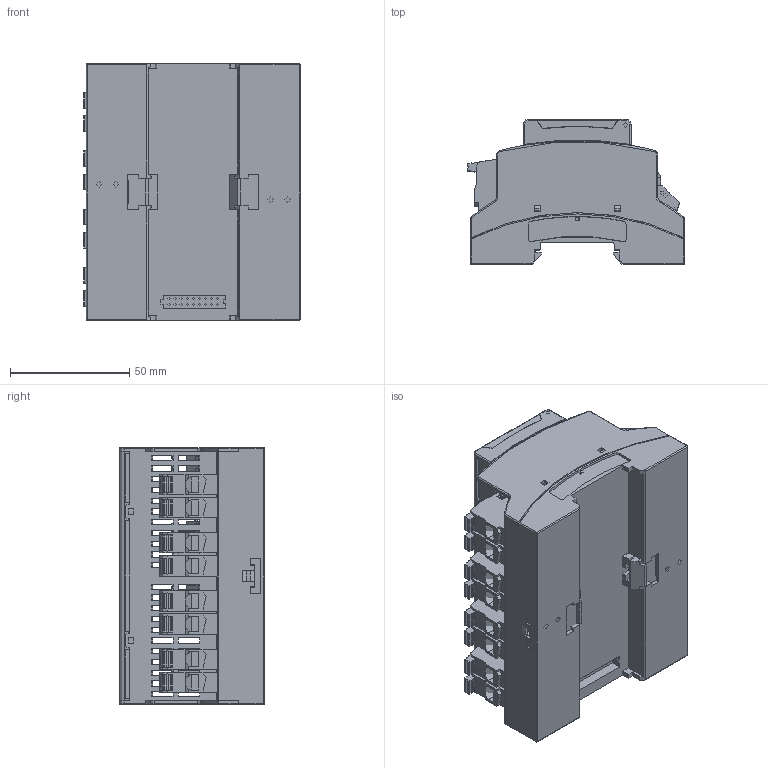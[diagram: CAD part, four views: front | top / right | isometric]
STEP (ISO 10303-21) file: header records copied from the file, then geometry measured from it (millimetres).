
FILE_DESCRIPTION(/* description */ (''),/* implementation_level */ '2;1');
FILE_NAME(/* name */ 'IsoBlock I-FG 4c.stp',/* time_stamp */ '2019-04-13T22:47:56+03:00',/* author */ ('GG'),/* organization */ ('Verivolt'),/* preprocessor_version */ 'ST-DEVELOPER v16.13',/* originating_system */ 'Autodesk Inventor 2018',/* authorisation */ '');
FILE_SCHEMA (('AUTOMOTIVE_DESIGN { 1 0 10303 214 3 1 1 }'));
Products named in the file (40): IsoBlock I-FG 4c; 2896270; BC_107.6_GEH-UT_HBUS__H.Select__00383663; Fussriegel_14.4_L30_Sperr_H.Select; BC_107_6_DKL_R_H.Select__00385151_I FG 4c; 2896089; BC_107_6_GEH-OT_U22_H.Select__00385067_modified_without_center_walls; Board_IsoBlock_I-FG-4c; 1792096 Black; PLH_5_1-7.5; 1792096 Red; PLH_5_1-7.5 - Red; STEP-691414720006B; Solid1_2; Solid3_2; Solid4_2; Solid7_2; Solid8_2; Solid6_2; Solid9_2; STEP-691414720003B-rev1green; Solid1_5; Solid10; Solid11; Solid12; Solid13; STEP-691414720002B-rev111; Solid1_3; Solid2_3; Solid3_3; Solid4_3; Solid5_3; Solid6_3; Solid7_3; Solid8_3; Solid9_3; F03PS05D(new)(step); DF11-10DS-2DSA; DF11-10DS-2DSAÈª; c-1735446-5-c-3d
Assembly tree (54 placements, depth 3):
  IsoBlock I-FG 4c
    2896270
      BC_107.6_GEH-UT_HBUS__H.Select__00383663
      Fussriegel_14.4_L30_Sperr_H.Select  x2
    BC_107_6_DKL_R_H.Select__00385151_I FG 4c
    2896089
      BC_107_6_GEH-OT_U22_H.Select__00385067_modified_without_center_walls
    Board_IsoBlock_I-FG-4c
    1792096 Black  x4
      PLH_5_1-7.5
    1792096 Red  x4
      PLH_5_1-7.5 - Red
    STEP-691414720006B
      Solid1_2
      Solid3_2
      Solid4_2
      Solid7_2
      Solid8_2
      Solid6_2  x2
      Solid9_2  x2
    STEP-691414720003B-rev1green
      Solid1_5
      Solid10
      Solid11
      Solid12
      Solid13
    STEP-691414720002B-rev111  x4
      Solid1_3
      Solid2_3
      Solid3_3
      Solid4_3
      Solid5_3
      Solid6_3
      Solid7_3
      Solid8_3
      Solid9_3
    F03PS05D(new)(step)  x4
    DF11-10DS-2DSA
      DF11-10DS-2DSAÈª
    c-1735446-5-c-3d
Bounding box: 90.8 x 60.7 x 107.6 mm (x, y, z)
Volume: 137096.4 mm3; surface area: 154328.6 mm2
Topology: 86 solids, 86 shells, 8384 faces, 23002 edges, 14828 vertices
Faces by surface type: plane 5662, cylinder 2183, torus 332, bspline 174, cone 25, sphere 8
Full cylindrical faces by diameter (mm): 0.305 x42, 0.356 x36, 0.406 x36, 0.457 x23, 0.508 x8, 0.775 x10, 0.787 x5, 0.813 x2, 0.914 x16, 1 x66, 1.05 x16, 1.067 x30, 1.118 x4, 1.168 x2, 1.2 x28, 1.25 x28, 1.321 x32, 1.4 x39, 1.448 x8, 1.6 x56, 1.981 x16, 2 x4, 2.4 x6, 2.5 x8, 4.2 x2
Entity records: 152437 total; most frequent: CARTESIAN_POINT 30663, ORIENTED_EDGE 24668, DIRECTION 23427, EDGE_CURVE 12334, LINE 9869, VECTOR 9869, VERTEX_POINT 8293, AXIS2_PLACEMENT_3D 6779
